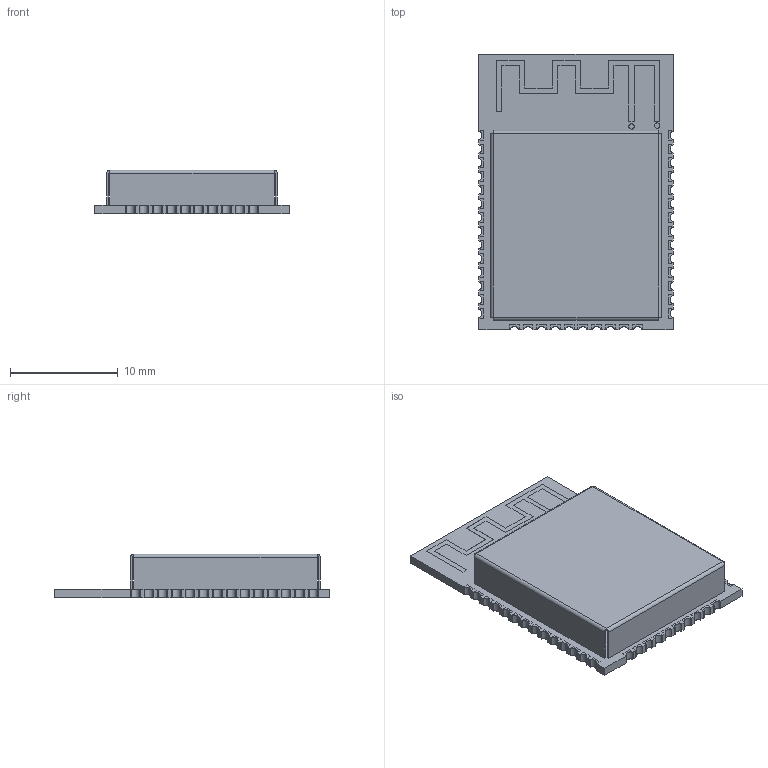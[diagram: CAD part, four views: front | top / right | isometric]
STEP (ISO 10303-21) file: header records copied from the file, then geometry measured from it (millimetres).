
FILE_DESCRIPTION (( 'STEP AP214' ), '1' );
FILE_NAME ('ESP32-WROOM-32E-N8R2.STEP', '2023-07-21T01:03:55', ( '' ), ( '' ), 'SwSTEP 2.0', 'SolidWorks 2022', '' );
FILE_SCHEMA (( 'AUTOMOTIVE_DESIGN' ));
Length unit declared in the file: millimetre
Products named in the file (55): Pieza143_25; Pieza143_18; Pieza144; Pieza144_2; Pieza143_11; Pieza143_46; Pieza143_21; Pieza143_5; Pieza143_33; Pieza143_23; Pieza143_44; Pieza143_9; Pieza143_3; Pieza143_15; Pieza143_26; Pieza143_14; Pieza143_36; Pieza143_20; Pieza143_39; Pieza143_31; ESP32-WROOM-32E-N8R2; Pieza143_19; Pieza143_13; Pieza143; Pieza143_22; Pieza143_17; Pieza143_24; Pieza144_3; Pieza143_43; Pieza141; Pieza143_27; Pieza143_2; Pieza143_16; Pieza143_45; Pieza143_8; Pieza143_42; Pieza143_38; Pieza143_28; Pieza142; Pieza143_40 ...
Assembly tree (54 placements, depth 3):
  ESP32-WROOM-32E-N8R2
    Pieza141
    Pieza142
    Pieza143
      Pieza143
      Pieza143_10
      Pieza143_26
      Pieza143_44
      Pieza143_17
      Pieza143_21
      Pieza143_37
      Pieza143_35
      Pieza143_16
      Pieza143_3
      Pieza143_18
      Pieza143_5
      Pieza143_31
      Pieza143_33
      Pieza143_2
      Pieza143_4
      Pieza143_34
      Pieza143_24
      Pieza143_15
      Pieza143_22
      Pieza143_36
      Pieza143_32
      Pieza143_6
      Pieza143_19
      Pieza143_23
      Pieza143_41
      Pieza143_7
      Pieza143_20
      Pieza143_38
      Pieza143_11
      Pieza143_8
      Pieza143_39
      Pieza143_40
      Pieza143_9
      Pieza143_25
      Pieza143_42
      Pieza143_43
      Pieza143_12
      Pieza143_13
      Pieza143_45
      Pieza143_14
      Pieza143_27
      Pieza143_30
      Pieza143_28
      Pieza143_29
      Pieza143_46
      Pieza143_47
    Pieza144
      Pieza144_2
      Pieza144
      Pieza144_3
Bounding box: 18 x 25.5 x 4.05 mm (x, y, z)
Volume: 456.3 mm3; surface area: 2181.3 mm2
Topology: 52 solids, 52 shells, 781 faces, 1988 edges, 1320 vertices
Faces by surface type: plane 731, cylinder 50
Entity records: 34087 total; most frequent: CARTESIAN_POINT 4148, ORIENTED_EDGE 3976, DIRECTION 3768, EDGE_CURVE 1988, VECTOR 1888, LINE 1888, VERTEX_POINT 1320, UNCERTAINTY_MEASURE_WITH_UNIT 940
